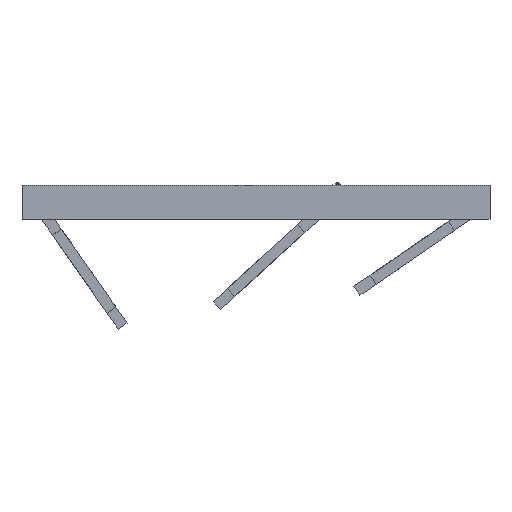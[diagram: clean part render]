
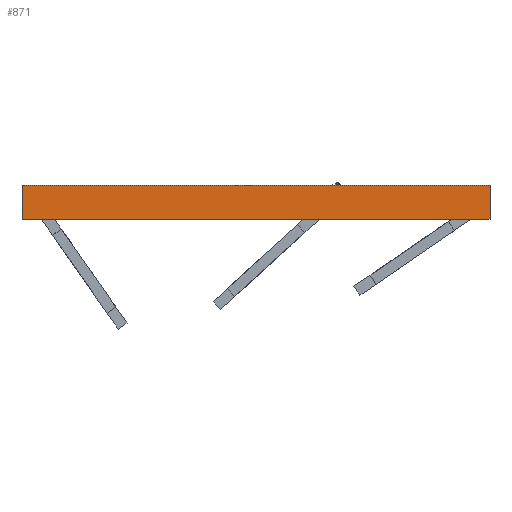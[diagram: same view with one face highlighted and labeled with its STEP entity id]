
A CAD part, front view. The second image highlights one B-rep face of the part: STEP entity #871.
In plain terms, the highlighted free-form (B-spline) face has degree [1, 1] with [2, 2] control points.
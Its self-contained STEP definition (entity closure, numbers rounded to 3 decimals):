
#31 = VERTEX_POINT('',#32);
#32 = CARTESIAN_POINT('',(563.781,-563.781,0.));
#37 = EDGE_CURVE('',#38,#31,#40,.T.);
#38 = VERTEX_POINT('',#39);
#39 = CARTESIAN_POINT('',(-563.781,-563.781,0.));
#40 = B_SPLINE_CURVE_WITH_KNOTS('',1,(#41,#42),.UNSPECIFIED.,.F.,.F.,(2,
    2),(0.,1219.2),.PIECEWISE_BEZIER_KNOTS.);
#41 = CARTESIAN_POINT('',(-563.781,-563.781,0.));
#42 = CARTESIAN_POINT('',(563.781,-563.781,0.));
#119 = EDGE_CURVE('',#120,#38,#122,.T.);
#120 = VERTEX_POINT('',#121);
#121 = CARTESIAN_POINT('',(-563.781,-563.781,-82.218
    ));
#122 = B_SPLINE_CURVE_WITH_KNOTS('',1,(#123,#124),.UNSPECIFIED.,.F.,.F.,
  (2,2),(0.,88.9),.PIECEWISE_BEZIER_KNOTS.);
#123 = CARTESIAN_POINT('',(-563.781,-563.781,-82.218
    ));
#124 = CARTESIAN_POINT('',(-563.781,-563.781,0.));
#357 = VERTEX_POINT('',#358);
#358 = CARTESIAN_POINT('',(563.781,-563.781,-82.218
    ));
#363 = EDGE_CURVE('',#357,#31,#364,.T.);
#364 = B_SPLINE_CURVE_WITH_KNOTS('',1,(#365,#366),.UNSPECIFIED.,.F.,.F.,
  (2,2),(0.,88.9),.PIECEWISE_BEZIER_KNOTS.);
#365 = CARTESIAN_POINT('',(563.781,-563.781,-82.218
    ));
#366 = CARTESIAN_POINT('',(563.781,-563.781,0.));
#860 = EDGE_CURVE('',#120,#357,#861,.T.);
#861 = B_SPLINE_CURVE_WITH_KNOTS('',1,(#862,#863),.UNSPECIFIED.,.F.,.F.,
  (2,2),(0.,1219.2),.PIECEWISE_BEZIER_KNOTS.);
#862 = CARTESIAN_POINT('',(-563.781,-563.781,-82.218
    ));
#863 = CARTESIAN_POINT('',(563.781,-563.781,-82.218
    ));
#871 = ADVANCED_FACE('',(#872),#878,.T.);
#872 = FACE_BOUND('',#873,.F.);
#873 = EDGE_LOOP('',(#874,#875,#876,#877));
#874 = ORIENTED_EDGE('',*,*,#119,.T.);
#875 = ORIENTED_EDGE('',*,*,#37,.T.);
#876 = ORIENTED_EDGE('',*,*,#363,.F.);
#877 = ORIENTED_EDGE('',*,*,#860,.F.);
#878 = B_SPLINE_SURFACE_WITH_KNOTS('',1,1,(
    (#879,#880)
    ,(#881,#882
  )),.UNSPECIFIED.,.F.,.F.,.F.,(2,2),(2,2),(0.,1219.2),(-88.9,0.),
  .PIECEWISE_BEZIER_KNOTS.);
#879 = CARTESIAN_POINT('',(-563.781,-563.781,-82.218
    ));
#880 = CARTESIAN_POINT('',(-563.781,-563.781,0.));
#881 = CARTESIAN_POINT('',(563.781,-563.781,-82.218
    ));
#882 = CARTESIAN_POINT('',(563.781,-563.781,0.));
